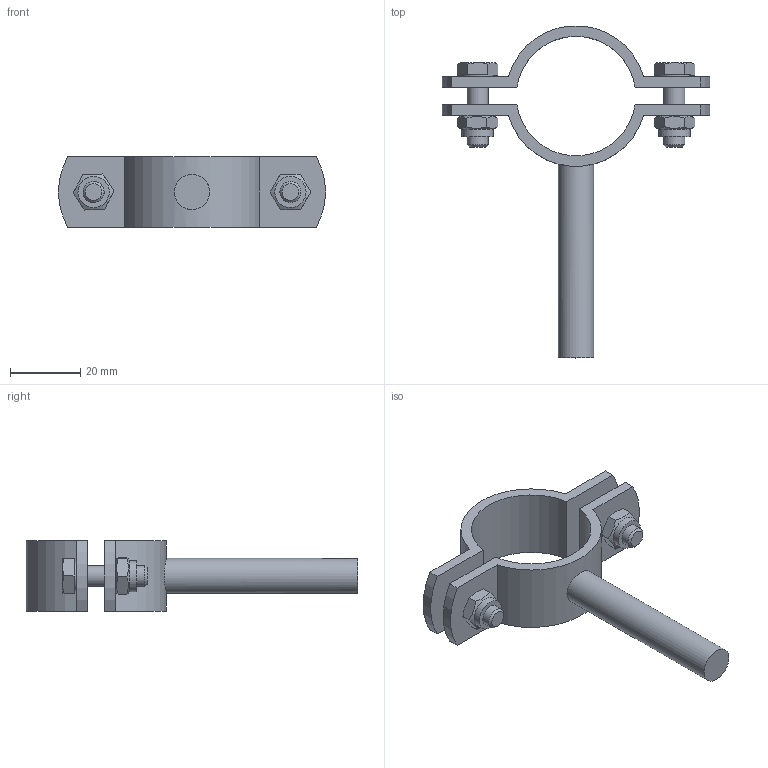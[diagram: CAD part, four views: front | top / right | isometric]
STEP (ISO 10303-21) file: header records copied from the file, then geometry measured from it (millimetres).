
FILE_DESCRIPTION((''),'2;1');
FILE_NAME('73500032X.stp','2010-09-13T08:59:44',('thilbrands'),(''),'Autodesk Inventor 2008','Autodesk Inventor 2008','');
FILE_SCHEMA(('AUTOMOTIVE_DESIGN { 1 0 10303 214 1 1 1 1 }'));
Length unit declared in the file: millimetre
Products named in the file (5): 73500010X; 091734000012-DN32; DIN 933 - ersetzt durch DIN EN 24017 M6  x 20; DIN 985 - ersetzt durch DIN EN ISO 10511 M6
Assembly tree (6 placements, depth 2):
  73500010X
    091734000012-DN32
    091734000012-DN32
    DIN 933 - ersetzt durch DIN EN 24017 M6  x 20  x2
    DIN 985 - ersetzt durch DIN EN ISO 10511 M6  x2
Bounding box: 76 x 94.43 x 20 mm (x, y, z)
Volume: 16925.6 mm3; surface area: 12159.6 mm2
Topology: 6 solids, 6 shells, 96 faces, 214 edges, 135 vertices
Faces by surface type: plane 49, cone 24, cylinder 19, bspline 4
Full cylindrical faces by diameter (mm): 5.459 x2, 6 x2, 6.5 x4, 8.7 x2, 8.9 x2, 10 x1
Entity records: 1869 total; most frequent: CARTESIAN_POINT 452, DIRECTION 278, ORIENTED_EDGE 240, EDGE_CURVE 120, AXIS2_PLACEMENT_3D 114, EDGE_LOOP 90, VERTEX_POINT 86, FACE_OUTER_BOUND 61
